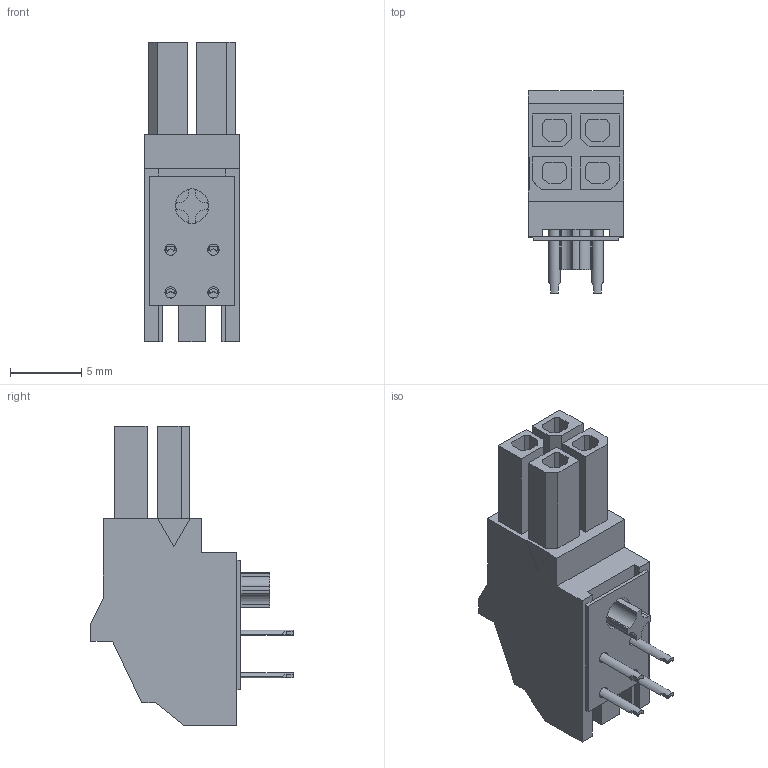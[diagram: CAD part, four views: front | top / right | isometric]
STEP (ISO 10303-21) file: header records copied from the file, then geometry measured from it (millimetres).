
FILE_DESCRIPTION(('STEP AP242'),'1');
FILE_NAME('0447640401.stp','2024-11-14T07:30:04',('TraceParts'),('TraceParts S.A.'),'Spatial InterOp 3D',' ',' ');
FILE_SCHEMA(('AP242_MANAGED_MODEL_BASED_3D_ENGINEERING_MIM_LF {1 0 10303 442 1 1 4}'));
Length unit declared in the file: millimetre
Products named in the file (1): 0447640401_1
Bounding box: 6.71 x 14.17 x 20.98 mm (x, y, z)
Volume: 807.3 mm3; surface area: 1187.5 mm2
Topology: 1 solids, 1 shells, 218 faces, 666 edges, 456 vertices
Faces by surface type: plane 186, cylinder 32
Entity records: 7448 total; most frequent: CARTESIAN_POINT 1344, ORIENTED_EDGE 1302, DIRECTION 1196, EDGE_CURVE 651, LINE 560, VECTOR 560, VERTEX_POINT 426, AXIS2_PLACEMENT_3D 318
